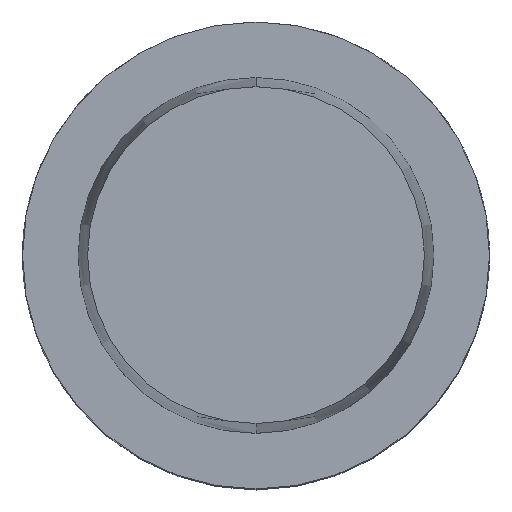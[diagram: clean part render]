
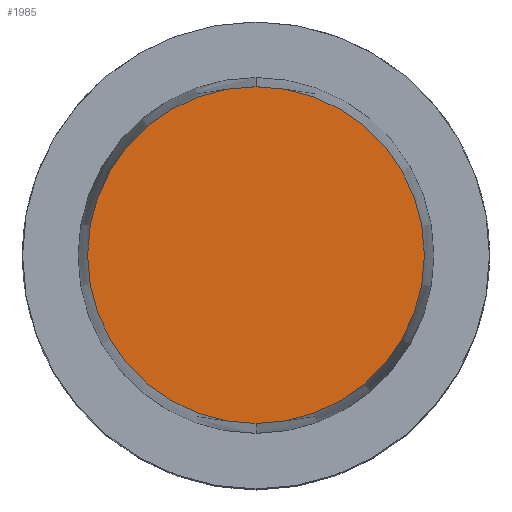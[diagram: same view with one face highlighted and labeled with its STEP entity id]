
A CAD part, top view. The second image highlights one B-rep face of the part: STEP entity #1985.
In plain terms, the highlighted planar face has unit normal (0, 0, 1).
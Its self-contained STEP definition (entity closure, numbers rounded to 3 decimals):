
#975=CARTESIAN_POINT('',(0.,0.,32.));
#976=DIRECTION('',(0.,0.,1.));
#977=DIRECTION('',(0.,1.,0.));
#978=AXIS2_PLACEMENT_3D('',#975,#976,#977);
#983=CARTESIAN_POINT('',(0.,0.,32.));
#984=DIRECTION('',(0.,0.,-1.));
#985=DIRECTION('',(0.,1.,0.));
#986=AXIS2_PLACEMENT_3D('',#983,#984,#985);
#1245=CARTESIAN_POINT('',(0.,22.717,32.));
#1246=VERTEX_POINT('',#1245);
#1247=CARTESIAN_POINT('',(0.,-22.717,32.));
#1248=VERTEX_POINT('',#1247);
#1976=CARTESIAN_POINT('',(0.,0.,32.));
#1977=DIRECTION('',(0.,0.,-1.));
#1978=DIRECTION('',(0.,-1.,0.));
#1979=AXIS2_PLACEMENT_3D('',#1976,#1977,#1978);
#1980=PLANE('',#1979);
#1981=ORIENTED_EDGE('',*,*,#1969,.F.);
#1982=ORIENTED_EDGE('',*,*,#1958,.T.);
#1983=EDGE_LOOP('',(#1981,#1982));
#1984=FACE_OUTER_BOUND('',#1983,.F.);
#979=CIRCLE('',#978,22.717);
#987=CIRCLE('',#986,22.717);
#1958=EDGE_CURVE('',#1246,#1248,#987,.T.);
#1969=EDGE_CURVE('',#1246,#1248,#979,.T.);
#1985=ADVANCED_FACE('',(#1984),#1980,.F.);
